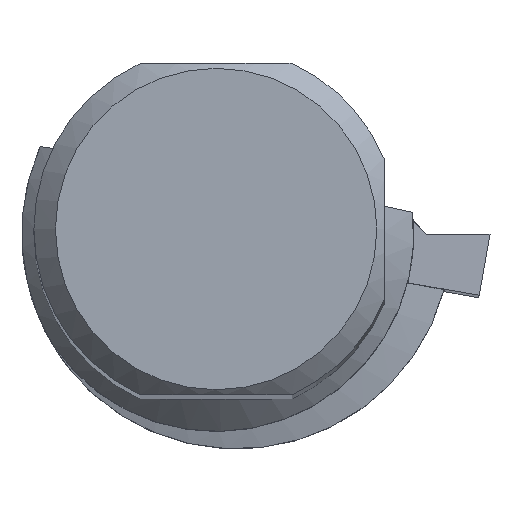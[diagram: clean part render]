
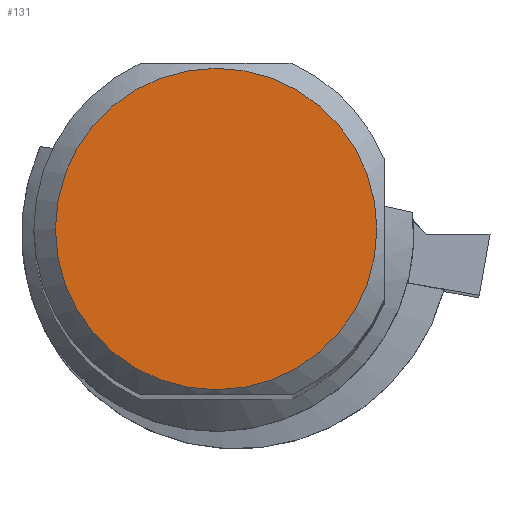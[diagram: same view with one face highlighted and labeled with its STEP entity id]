
A CAD part, top view. The second image highlights one B-rep face of the part: STEP entity #131.
In plain terms, the highlighted planar face has unit normal (0, 0, 1).
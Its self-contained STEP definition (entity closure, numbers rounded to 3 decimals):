
#131=ADVANCED_FACE('',(#207),#165,.T.);
#165=PLANE('',#961);
#207=FACE_OUTER_BOUND('',#252,.T.);
#252=EDGE_LOOP('',(#613));
#613=ORIENTED_EDGE('',*,*,#829,.F.);
#717=VERTEX_POINT('',#1470);
#829=EDGE_CURVE('',#717,#717,#861,.T.);
#861=CIRCLE('',#960,19.6);
#960=AXIS2_PLACEMENT_3D('',#1469,#1182,#1183);
#961=AXIS2_PLACEMENT_3D('',#1471,#1184,#1185);
#1182=DIRECTION('',(0.,0.,-1.));
#1183=DIRECTION('',(1.,0.,0.));
#1184=DIRECTION('',(0.,0.,1.));
#1185=DIRECTION('',(-1.,0.,0.));
#1469=CARTESIAN_POINT('',(0.,0.,286.7));
#1470=CARTESIAN_POINT('',(19.6,0.,286.7));
#1471=CARTESIAN_POINT('',(19.6,0.,286.7));
